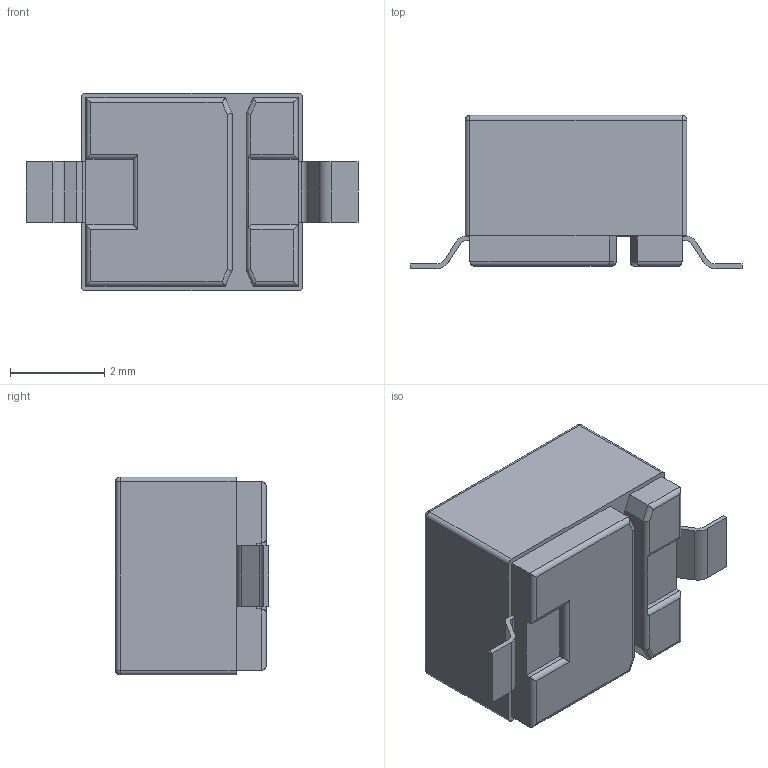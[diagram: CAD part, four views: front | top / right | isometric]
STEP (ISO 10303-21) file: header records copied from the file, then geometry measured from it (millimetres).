
FILE_DESCRIPTION (( 'STEP AP214' ), '1' );
FILE_NAME ('User Library-trimmer.STEP', '2011-01-26T01:03:23', ( 'sysAdmin' ), ( 'SolidWorks' ), 'SwSTEP 2.0', 'SolidWorks 2011', '' );
FILE_SCHEMA (( 'AUTOMOTIVE_DESIGN' ));
Length unit declared in the file: millimetre
Products named in the file (1): User Library-trimmer
Bounding box: 7.05 x 3.25 x 4.2 mm (x, y, z)
Volume: 52.5 mm3; surface area: 139.3 mm2
Topology: 2 solids, 2 shells, 171 faces, 434 edges, 264 vertices
Faces by surface type: plane 70, cylinder 64, torus 20, sphere 7, cone 6, bspline 4
Entity records: 6190 total; most frequent: CARTESIAN_POINT 1255, ORIENTED_EDGE 850, DIRECTION 815, EDGE_CURVE 425, AXIS2_PLACEMENT_3D 296, VERTEX_POINT 262, VECTOR 223, LINE 223
